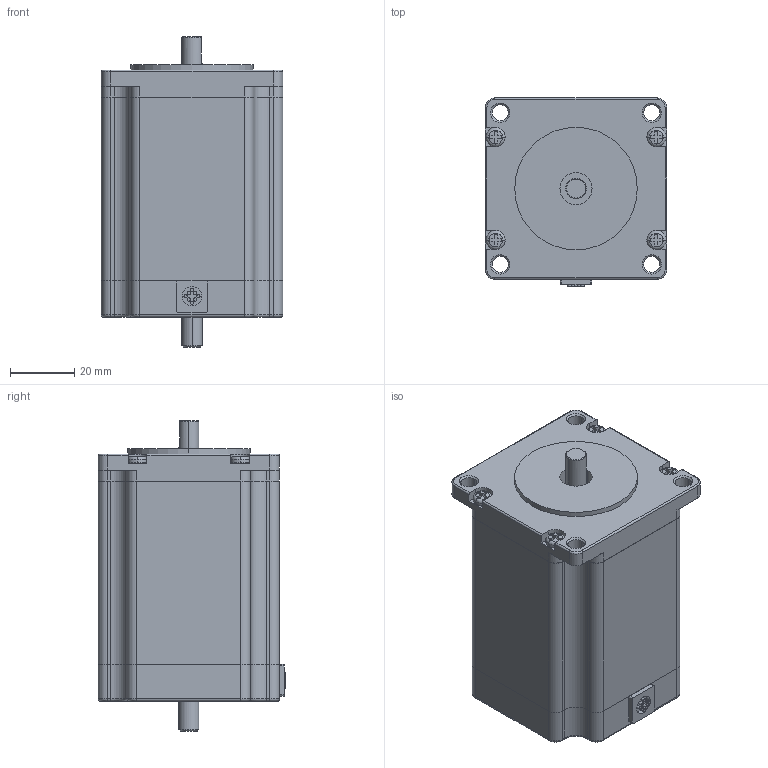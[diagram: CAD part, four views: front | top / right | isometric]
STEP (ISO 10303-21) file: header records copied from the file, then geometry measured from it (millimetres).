
FILE_DESCRIPTION((''),'2;1');
FILE_NAME('MT23HE31028B801_ASM','2017-03-21T',('Matteo Maccalli'),(''),'PRO/ENGINEER BY PARAMETRIC TECHNOLOGY CORPORATION, 2006320','PRO/ENGINEER BY PARAMETRIC TECHNOLOGY CORPORATION, 2006320','');
FILE_SCHEMA(('AUTOMOTIVE_DESIGN_CC2 { 1 2 10303 214 -1 1 5 2 }'));
Length unit declared in the file: millimetre
Products named in the file (8): MT23HE_FLANGIA_FRONT_FOR5; MT23HE31_STACK_56E9; MT23HE_FLANGIA_POSTERI_ENC_32E4; TCC_M3X25; MT23HE_ALBERO_ANT_2S_5E975_8E2; MT23HE_ALBERO_POSTERIORE_; USCITA_CAVI_NO_PROTECT_8FILI; MT23HE31028B801_ASM
Assembly tree (10 placements, depth 2):
  MT23HE31028B801_ASM
    MT23HE_FLANGIA_FRONT_FOR5
    MT23HE31_STACK_56E9
    MT23HE_FLANGIA_POSTERI_ENC_32E4
    TCC_M3X25  x4
    MT23HE_ALBERO_ANT_2S_5E975_8E2
    MT23HE_ALBERO_POSTERIORE_
    USCITA_CAVI_NO_PROTECT_8FILI
Bounding box: 56.4 x 58.4 x 96.45 mm (x, y, z)
Volume: 224794.8 mm3; surface area: 41614.9 mm2
Topology: 18 solids, 22 shells, 409 faces, 986 edges, 620 vertices
Faces by surface type: plane 167, cylinder 160, cone 40, torus 34, sphere 8
Entity records: 12009 total; most frequent: DIRECTION 1846, CARTESIAN_POINT 1691, ORIENTED_EDGE 1556, EDGE_CURVE 786, AXIS2_PLACEMENT_3D 720, PRESENTATION_STYLE_ASSIGNMENT 660, STYLED_ITEM 643, CURVE_STYLE 626
